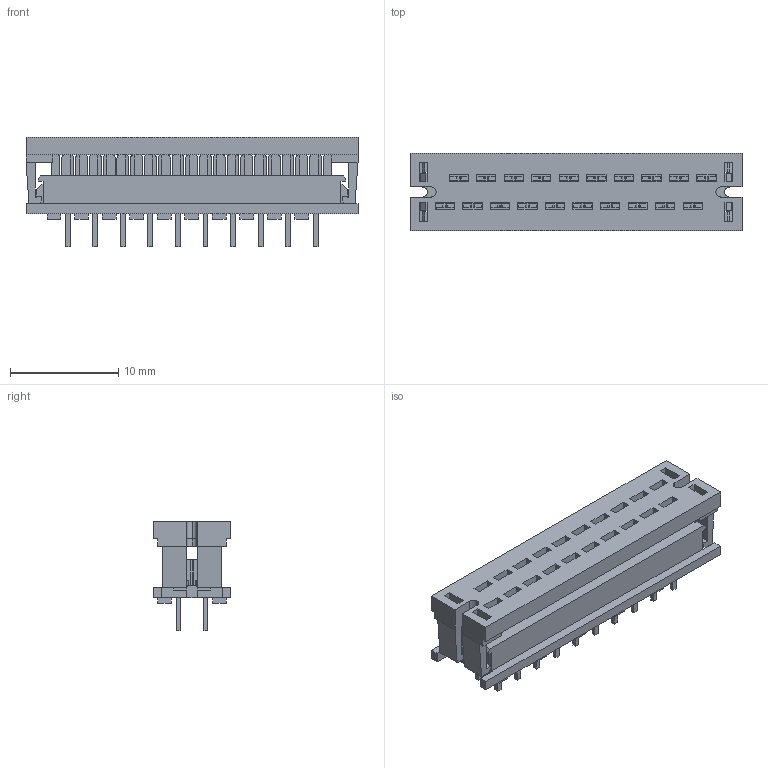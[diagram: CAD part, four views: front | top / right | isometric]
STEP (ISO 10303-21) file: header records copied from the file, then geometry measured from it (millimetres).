
FILE_DESCRIPTION(('STEP AP242'),'1');
FILE_NAME('1658525-9.stp','2022-09-17T12:29:27',('TraceParts'),('TraceParts S.A.'),'Spatial InterOp 3D',' ',' ');
FILE_SCHEMA(('AP242_MANAGED_MODEL_BASED_3D_ENGINEERING_MIM_LF {1 0 10303 442 1 1 4}'));
Length unit declared in the file: millimetre
Products named in the file (1): 1658525-9
Bounding box: 30.63 x 7.11 x 10.11 mm (x, y, z)
Volume: 955.9 mm3; surface area: 1800.1 mm2
Topology: 1 solids, 1 shells, 670 faces, 1820 edges, 1210 vertices
Faces by surface type: plane 614, cylinder 56
Entity records: 20899 total; most frequent: CARTESIAN_POINT 3733, ORIENTED_EDGE 3640, DIRECTION 3262, EDGE_CURVE 1820, LINE 1704, VECTOR 1704, VERTEX_POINT 1210, EDGE_LOOP 786
